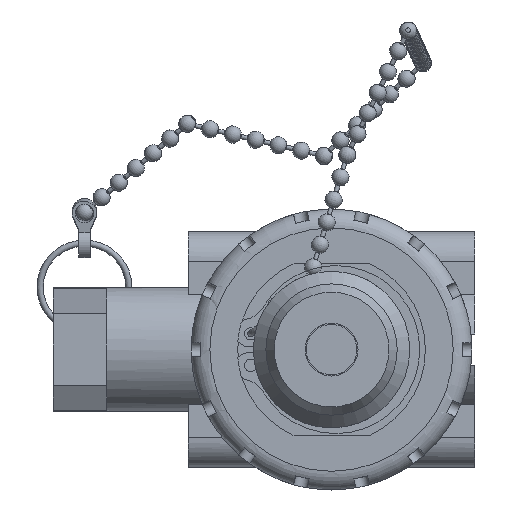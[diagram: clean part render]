
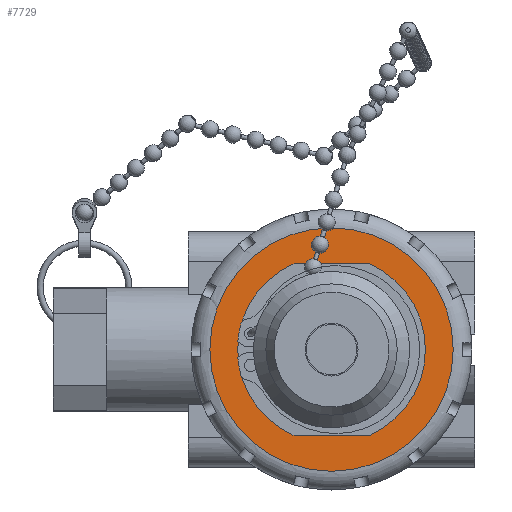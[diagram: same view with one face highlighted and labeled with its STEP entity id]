
A CAD part, left-side view. The second image highlights one B-rep face of the part: STEP entity #7729.
In plain terms, the highlighted planar face has unit normal (-1, 0, 0).
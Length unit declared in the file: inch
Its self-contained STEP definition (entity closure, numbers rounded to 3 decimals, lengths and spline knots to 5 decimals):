
#193=FACE_BOUND('',#2190,.T.);
#1738=FACE_OUTER_BOUND('',#2189,.T.);
#2189=EDGE_LOOP('',(#6669));
#2190=EDGE_LOOP('',(#6670));
#2588=CIRCLE('',#8407,0.67915);
#2609=CIRCLE('',#8432,0.97244);
#3094=VERTEX_POINT('',#12222);
#3186=VERTEX_POINT('',#13102);
#4016=EDGE_CURVE('',#3094,#3094,#2588,.T.);
#4126=EDGE_CURVE('',#3186,#3186,#2609,.T.);
#6669=ORIENTED_EDGE('',*,*,#4126,.T.);
#6670=ORIENTED_EDGE('',*,*,#4016,.F.);
#6878=PLANE('',#8688);
#7729=ADVANCED_FACE('',(#1738,#193),#6878,.T.);
#8407=AXIS2_PLACEMENT_3D('',#12223,#10164,#10165);
#8432=AXIS2_PLACEMENT_3D('',#13103,#10245,#10246);
#8688=AXIS2_PLACEMENT_3D('',#14680,#10980,#10981);
#10164=DIRECTION('center_axis',(-1.,0.,0.));
#10165=DIRECTION('ref_axis',(0.,-1.,0.));
#10245=DIRECTION('center_axis',(-1.,0.,0.));
#10246=DIRECTION('ref_axis',(0.,-1.,0.));
#10980=DIRECTION('center_axis',(-1.,0.,0.));
#10981=DIRECTION('ref_axis',(0.,-1.,0.));
#12222=CARTESIAN_POINT('',(-1.58765,-0.53838,0.));
#12223=CARTESIAN_POINT('Origin',(-1.58765,-1.21753,0.));
#13102=CARTESIAN_POINT('',(-1.58765,-0.24509,0.));
#13103=CARTESIAN_POINT('Origin',(-1.58765,-1.21753,0.));
#14680=CARTESIAN_POINT('Origin',(-1.58765,-1.70375,0.));
